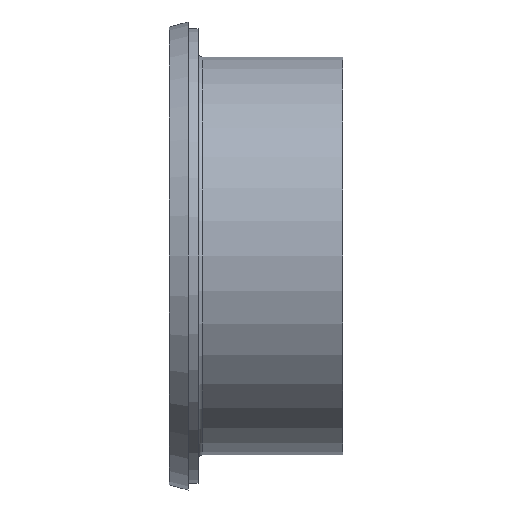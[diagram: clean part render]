
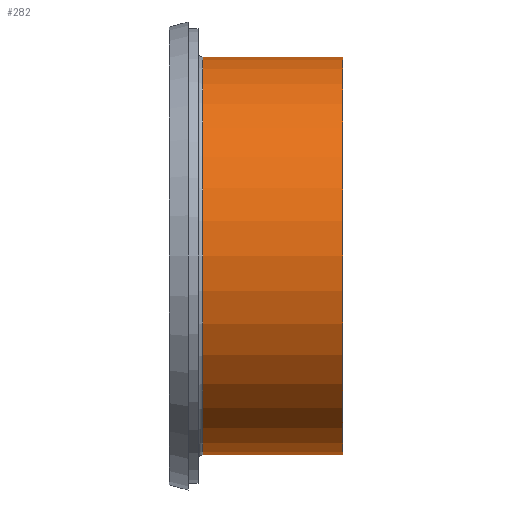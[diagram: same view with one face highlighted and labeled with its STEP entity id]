
A CAD part, front view. The second image highlights one B-rep face of the part: STEP entity #282.
In plain terms, the highlighted cylindrical face has radius 42.5 mm (diameter 85 mm), a partial arc.
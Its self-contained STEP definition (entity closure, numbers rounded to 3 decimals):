
#3 = VERTEX_POINT ( 'NONE', #422 ) ;
#19 = EDGE_CURVE ( 'NONE', #223, #206, #111, .T. ) ;
#23 = DIRECTION ( 'NONE',  ( 0., 0., 1. ) ) ;
#28 = DIRECTION ( 'NONE',  ( -1., 0., 0. ) ) ;
#44 = CARTESIAN_POINT ( 'NONE',  ( 37., 0., 42.5 ) ) ;
#50 = CIRCLE ( 'NONE', #321, 42.5 ) ;
#67 = DIRECTION ( 'NONE',  ( -1., 0., 0. ) ) ;
#71 = ORIENTED_EDGE ( 'NONE', *, *, #176, .F. ) ;
#111 = CIRCLE ( 'NONE', #351, 42.5 ) ;
#136 = CARTESIAN_POINT ( 'NONE',  ( 7.123, 0., 0. ) ) ;
#138 = DIRECTION ( 'NONE',  ( -1., 0., 0. ) ) ;
#151 = LINE ( 'NONE', #225, #387 ) ;
#166 = ORIENTED_EDGE ( 'NONE', *, *, #314, .T. ) ;
#167 = DIRECTION ( 'NONE',  ( -1., 0., 0. ) ) ;
#175 = ORIENTED_EDGE ( 'NONE', *, *, #19, .T. ) ;
#176 = EDGE_CURVE ( 'NONE', #223, #209, #151, .T. ) ;
#199 = DIRECTION ( 'NONE',  ( 0., 0., 1. ) ) ;
#202 = EDGE_LOOP ( 'NONE', ( #71, #175, #166, #342 ) ) ;
#203 = FACE_OUTER_BOUND ( 'NONE', #202, .T. ) ;
#206 = VERTEX_POINT ( 'NONE', #44 ) ;
#209 = VERTEX_POINT ( 'NONE', #436 ) ;
#223 = VERTEX_POINT ( 'NONE', #326 ) ;
#225 = CARTESIAN_POINT ( 'NONE',  ( -16.647, 0., -42.5 ) ) ;
#241 = CYLINDRICAL_SURFACE ( 'NONE', #318, 42.5 ) ;
#250 = VECTOR ( 'NONE', #67, 1000. ) ;
#273 = DIRECTION ( 'NONE',  ( 0., 0., 1. ) ) ;
#282 = ADVANCED_FACE ( 'NONE', ( #203 ), #241, .T. ) ;
#305 = CARTESIAN_POINT ( 'NONE',  ( -16.647, 0., 0. ) ) ;
#314 = EDGE_CURVE ( 'NONE', #206, #3, #411, .T. ) ;
#318 = AXIS2_PLACEMENT_3D ( 'NONE', #305, #167, #23 ) ;
#321 = AXIS2_PLACEMENT_3D ( 'NONE', #136, #28, #273 ) ;
#326 = CARTESIAN_POINT ( 'NONE',  ( 37., 0., -42.5 ) ) ;
#342 = ORIENTED_EDGE ( 'NONE', *, *, #399, .F. ) ;
#351 = AXIS2_PLACEMENT_3D ( 'NONE', #449, #138, #199 ) ;
#382 = CARTESIAN_POINT ( 'NONE',  ( -16.647, 0., 42.5 ) ) ;
#387 = VECTOR ( 'NONE', #396, 1000. ) ;
#396 = DIRECTION ( 'NONE',  ( -1., 0., 0. ) ) ;
#399 = EDGE_CURVE ( 'NONE', #209, #3, #50, .T. ) ;
#411 = LINE ( 'NONE', #382, #250 ) ;
#422 = CARTESIAN_POINT ( 'NONE',  ( 7.123, 0., 42.5 ) ) ;
#436 = CARTESIAN_POINT ( 'NONE',  ( 7.123, 0., -42.5 ) ) ;
#449 = CARTESIAN_POINT ( 'NONE',  ( 37., 0., 0. ) ) ;
